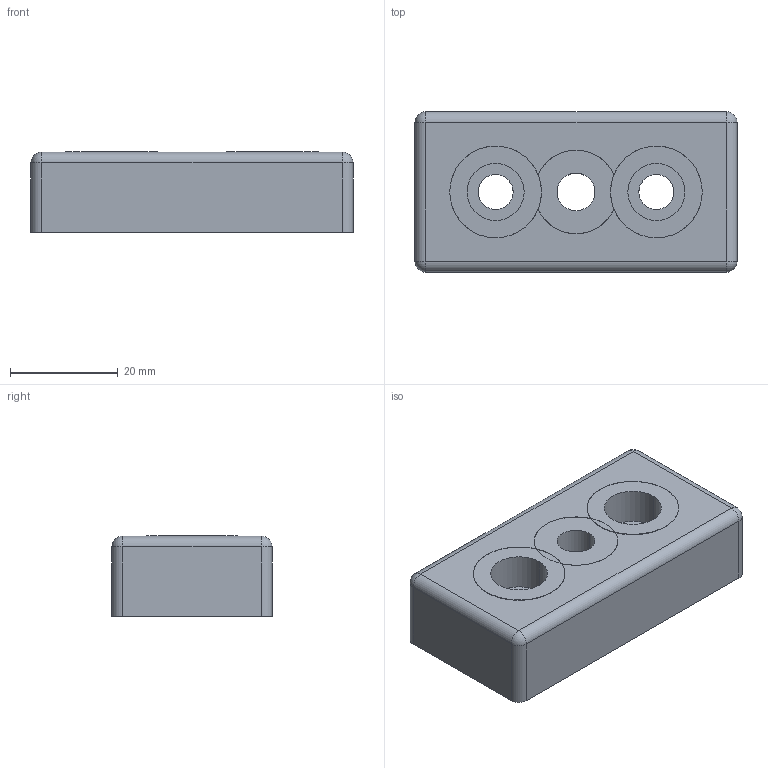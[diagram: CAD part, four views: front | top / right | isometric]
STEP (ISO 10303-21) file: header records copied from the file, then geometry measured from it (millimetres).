
FILE_DESCRIPTION (( 'STEP AP214' ), '1' );
FILE_NAME ('T24 Àäàïòåð 30õ60_D (Àëþì) äëÿ îïîðû Ì8.STEP', '2019-04-26T11:01:07', ( 'Windows User' ), ( '' ), 'SwSTEP 2.0', 'SolidWorks 2018', '' );
FILE_SCHEMA (( 'AUTOMOTIVE_DESIGN' ));
Length unit declared in the file: millimetre
Products named in the file (1): T24 Àäàïòåð 30õ60_D (Àëþì) äëÿ îïîðû Ì8
Bounding box: 59.7 x 29.7 x 15 mm (x, y, z)
Volume: 18794.6 mm3; surface area: 10376.9 mm2
Topology: 1 solids, 1 shells, 161 faces, 417 edges, 258 vertices
Faces by surface type: cylinder 85, plane 72, sphere 4
Entity records: 4981 total; most frequent: DIRECTION 939, CARTESIAN_POINT 833, ORIENTED_EDGE 826, EDGE_CURVE 413, AXIS2_PLACEMENT_3D 364, VERTEX_POINT 258, VECTOR 211, LINE 211
